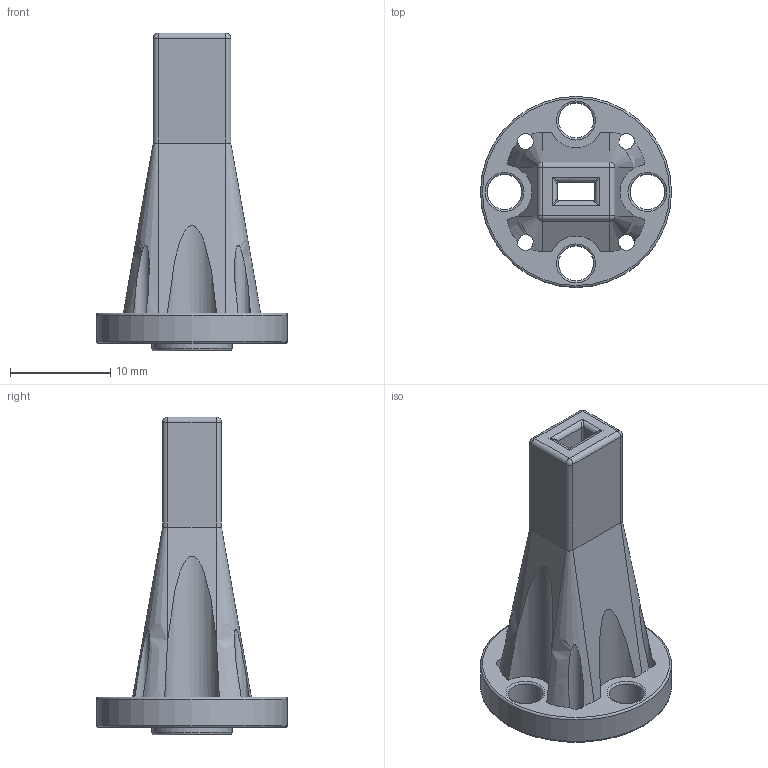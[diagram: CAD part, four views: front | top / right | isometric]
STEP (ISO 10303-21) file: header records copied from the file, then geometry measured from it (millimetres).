
FILE_DESCRIPTION(/* description */ (''),/* implementation_level */ '2;1');
FILE_NAME(/* name */ '61GHz_Horn_OWG_.stp',/* time_stamp */ '2024-08-21T09:45:12+02:00',/* author */ ('Bartosz'),/* organization */ (''),/* preprocessor_version */ 'ST-DEVELOPER v19.2',/* originating_system */ 'Autodesk Inventor 2024',/* authorisation */ '');
FILE_SCHEMA (('AUTOMOTIVE_DESIGN { 1 0 10303 214 3 1 1 }'));
Length unit declared in the file: millimetre
Products named in the file (1): 61GHz_Horn_OWG_
Bounding box: 19.1 x 19.1 x 31.76 mm (x, y, z)
Volume: 2454.9 mm3; surface area: 2062.3 mm2
Topology: 1 solids, 1 shells, 81 faces, 204 edges, 119 vertices
Faces by surface type: cylinder 34, torus 19, plane 16, bspline 4, cone 4, sphere 4
Full cylindrical faces by diameter (mm): 1.6 x4, 3.5 x4, 8 x1, 19.1 x1
Entity records: 2738 total; most frequent: CARTESIAN_POINT 649, DIRECTION 466, ORIENTED_EDGE 400, EDGE_CURVE 200, AXIS2_PLACEMENT_3D 200, VERTEX_POINT 119, CIRCLE 110, EDGE_LOOP 97
